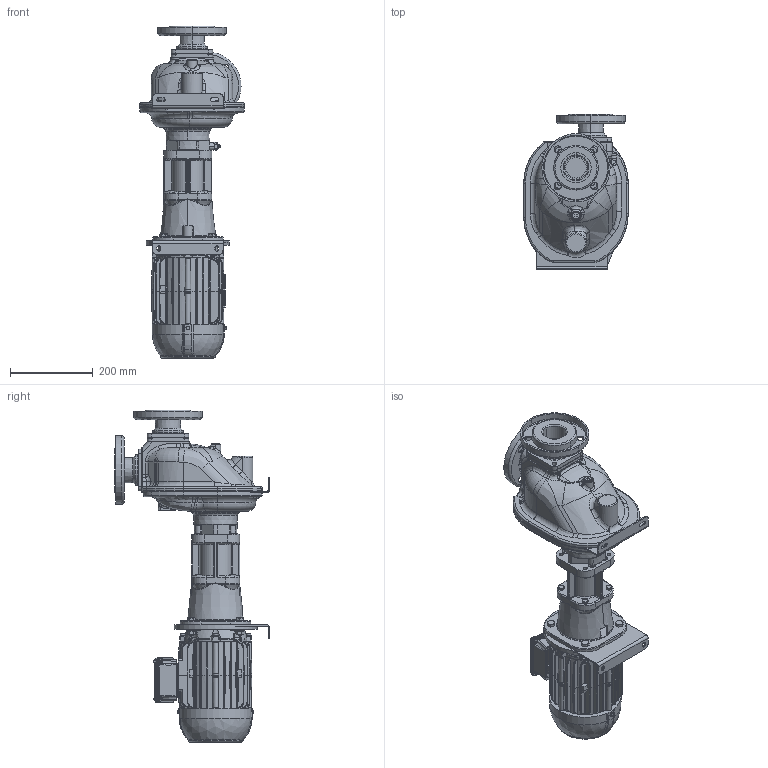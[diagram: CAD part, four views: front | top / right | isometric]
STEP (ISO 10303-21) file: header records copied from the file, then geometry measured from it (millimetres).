
FILE_DESCRIPTION((''),'2;1');
FILE_NAME('D_S_51_K_BBT_F_0000030956','2023-06-15T12:19:38',('ax'),(''),'CREO PARAMETRIC BY PTC INC, 2023014','CREO PARAMETRIC BY PTC INC, 2023014','');
FILE_SCHEMA(('CONFIG_CONTROL_DESIGN'));
Products named in the file (1): D_S_51_K_BBT_F_0000030956
Bounding box: 252.07 x 374 x 801.5 mm (x, y, z)
Volume: 15215592.7 mm3; surface area: 989223.2 mm2
Topology: 1 solids, 1 shells, 3987 faces, 9976 edges, 6186 vertices
Faces by surface type: plane 1391, cylinder 1231, bspline 782, cone 325, torus 199, sphere 37, extrusion 22
Entity records: 190668 total; most frequent: CARTESIAN_POINT 101888, ORIENTED_EDGE 19850, DIRECTION 16482, EDGE_CURVE 9925, AXIS2_PLACEMENT_3D 6195, VERTEX_POINT 6186, EDGE_LOOP 4267, VECTOR 4092
